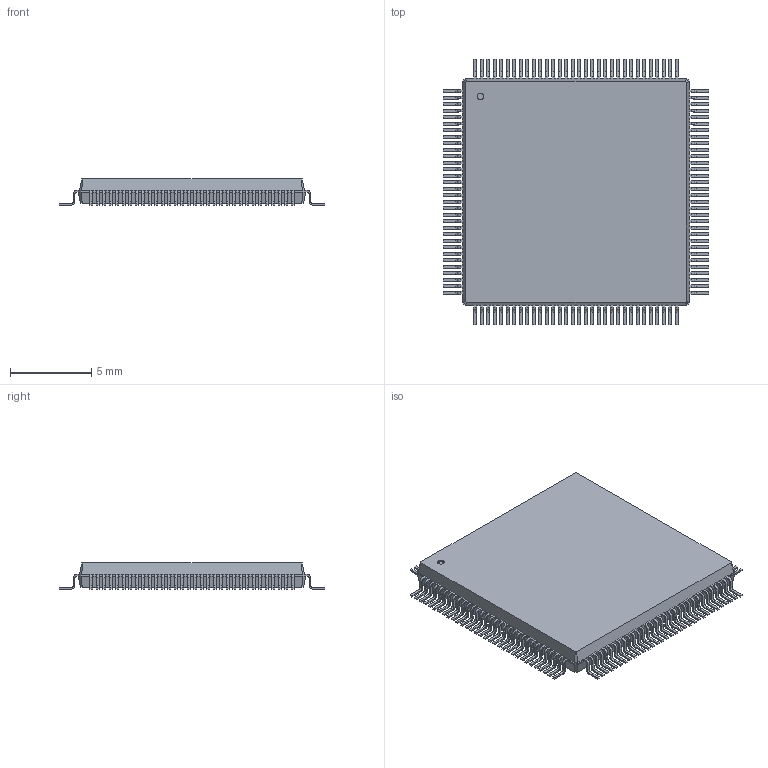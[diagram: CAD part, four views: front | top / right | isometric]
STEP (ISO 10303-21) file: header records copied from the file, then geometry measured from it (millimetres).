
FILE_DESCRIPTION(/* description */ ('model of VQFP-128_14x14mm_P0.4mm'),/* implementation_level */ '2;1');
FILE_NAME(/* name */ 'VQFP-128_14x14mm_P0.4mm.step',/* time_stamp */ '2018-11-04T15:56:00',/* author */ ('kicad StepUp','ksu'),/* organization */ ('FreeCAD'),/* preprocessor_version */ 'OCC',/* originating_system */ 'kicad StepUp',/* authorisation */ '');
FILE_SCHEMA(('AUTOMOTIVE_DESIGN { 1 0 10303 214 1 1 1 1 }'));
Length unit declared in the file: millimetre
Products named in the file (1): VQFP_128_14x14mm_P04mm
Bounding box: 16.32 x 16.32 x 1.6 mm (x, y, z)
Volume: 289 mm3; surface area: 581.6 mm2
Topology: 1 solids, 1 shells, 1956 faces, 5323 edges, 3370 vertices
Faces by surface type: plane 1291, cylinder 513, bspline 152
Full cylindrical faces by diameter (mm): 0.4 x1
Entity records: 38971 total; most frequent: ORIENTED_EDGE 9094, EDGE_CURVE 5323, CARTESIAN_POINT 4653, VERTEX_POINT 3370, LINE 3369, AXIS2_PLACEMENT_3D 2478, FACE_BOUND 1957, EDGE_LOOP 1957
